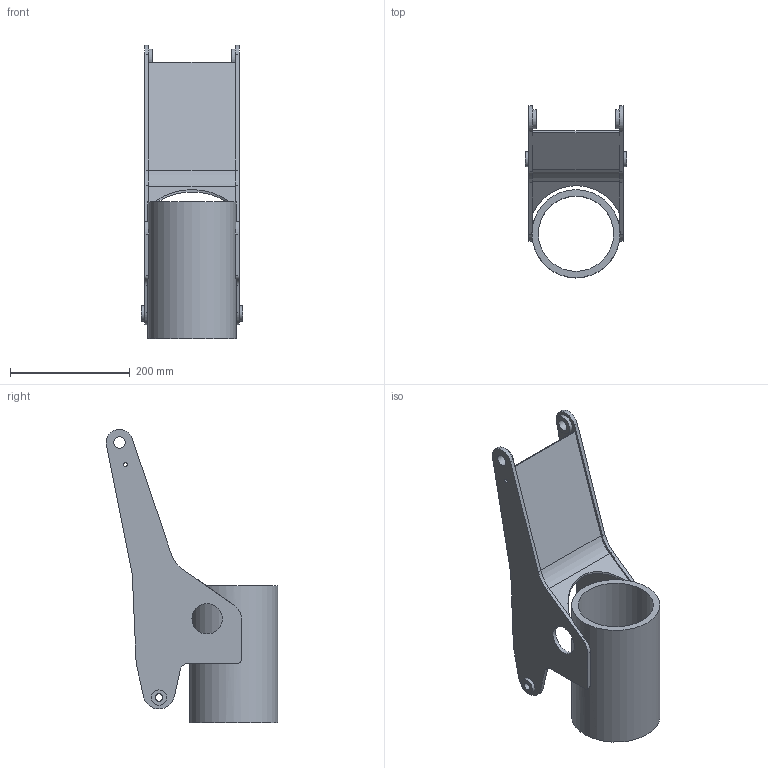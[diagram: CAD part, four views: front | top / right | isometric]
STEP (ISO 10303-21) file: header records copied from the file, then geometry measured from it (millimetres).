
FILE_DESCRIPTION( ( '' ), ' ' );
FILE_NAME( '5de61298474f5a149d7a349d.step', '2019-12-03T07:45:28', ( '' ), ( '' ), ' ', ' ', ' ' );
FILE_SCHEMA( ( 'AUTOMOTIVE_DESIGN { 1 0 10303 214 1 1 1 1 }' ) );
Length unit declared in the file: metre
Products named in the file (1): Part 87
Bounding box: 170.22 x 286.84 x 490.45 mm (x, y, z)
Volume: 1695750.4 mm3; surface area: 451231.1 mm2
Topology: 1 solids, 1 shells, 62 faces, 166 edges, 111 vertices
Faces by surface type: cylinder 31, plane 31
Full cylindrical faces by diameter (mm): 6.35 x2, 12.7 x2, 19.05 x2, 25.4 x2, 31.75 x2, 50.8 x2, 125.767 x1, 147.357 x1
Entity records: 2478 total; most frequent: CARTESIAN_POINT 395, DIRECTION 332, ORIENTED_EDGE 296, EDGE_CURVE 148, AXIS2_PLACEMENT_3D 125, VERTEX_POINT 108, EDGE_LOOP 102, LINE 82
